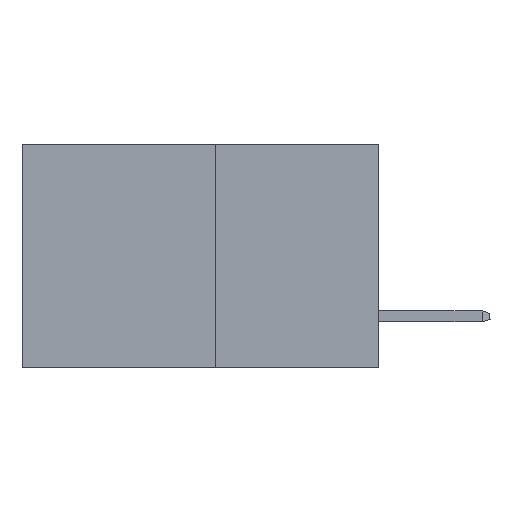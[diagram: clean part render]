
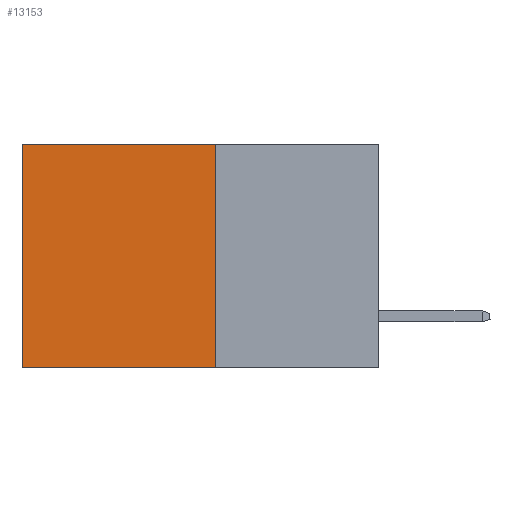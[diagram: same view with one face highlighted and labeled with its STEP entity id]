
A CAD part, left-side view. The second image highlights one B-rep face of the part: STEP entity #13153.
In plain terms, the highlighted planar face has unit normal (-1, 0, 0).
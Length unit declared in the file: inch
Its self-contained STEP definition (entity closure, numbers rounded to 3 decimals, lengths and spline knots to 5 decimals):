
#602 = VERTEX_POINT ( 'NONE', #2678 ) ;
#657 = DIRECTION ( 'NONE',  ( 0., 0., -1. ) ) ;
#1105 = LINE ( 'NONE', #10122, #11338 ) ;
#1236 = CARTESIAN_POINT ( 'NONE',  ( 0.277, 0.27, -0.37 ) ) ;
#1862 = AXIS2_PLACEMENT_3D ( 'NONE', #12473, #13654, #6424 ) ;
#2229 = LINE ( 'NONE', #4367, #14741 ) ;
#2678 = CARTESIAN_POINT ( 'NONE',  ( 0.277, 0.59, -0.37 ) ) ;
#2777 = DIRECTION ( 'NONE',  ( 0., 0., -1. ) ) ;
#3069 = ORIENTED_EDGE ( 'NONE', *, *, #7134, .T. ) ;
#3500 = VECTOR ( 'NONE', #12930, 39.37008 ) ;
#3616 = DIRECTION ( 'NONE',  ( 0., 1., 0. ) ) ;
#3847 = ORIENTED_EDGE ( 'NONE', *, *, #6165, .T. ) ;
#3939 = PLANE ( 'NONE',  #1862 ) ;
#4367 = CARTESIAN_POINT ( 'NONE',  ( 0.277, 0.27, -0.37 ) ) ;
#4473 = EDGE_LOOP ( 'NONE', ( #3847, #14598, #10557, #3069 ) ) ;
#5387 = CARTESIAN_POINT ( 'NONE',  ( 0.277, 0.27, 0. ) ) ;
#5876 = FACE_OUTER_BOUND ( 'NONE', #4473, .T. ) ;
#6165 = EDGE_CURVE ( 'NONE', #15283, #602, #1105, .T. ) ;
#6424 = DIRECTION ( 'NONE',  ( 0., 0., -1. ) ) ;
#7134 = EDGE_CURVE ( 'NONE', #8327, #15283, #10387, .T. ) ;
#8327 = VERTEX_POINT ( 'NONE', #5387 ) ;
#9818 = VERTEX_POINT ( 'NONE', #1236 ) ;
#10122 = CARTESIAN_POINT ( 'NONE',  ( 0.277, 0.59, -0.37 ) ) ;
#10387 = LINE ( 'NONE', #11749, #3500 ) ;
#10557 = ORIENTED_EDGE ( 'NONE', *, *, #12755, .F. ) ;
#10905 = VECTOR ( 'NONE', #3616, 39.37008 ) ;
#11338 = VECTOR ( 'NONE', #2777, 39.37008 ) ;
#11749 = CARTESIAN_POINT ( 'NONE',  ( 0.277, 0.27, 0. ) ) ;
#12144 = CARTESIAN_POINT ( 'NONE',  ( 0.277, 0.27, -0.37 ) ) ;
#12371 = EDGE_CURVE ( 'NONE', #9818, #602, #14050, .T. ) ;
#12473 = CARTESIAN_POINT ( 'NONE',  ( 0.277, 0.27, -0.37 ) ) ;
#12755 = EDGE_CURVE ( 'NONE', #8327, #9818, #2229, .T. ) ;
#12930 = DIRECTION ( 'NONE',  ( 0., 1., 0. ) ) ;
#13153 = ADVANCED_FACE ( 'NONE', ( #5876 ), #3939, .F. ) ;
#13654 = DIRECTION ( 'NONE',  ( 1., 0., 0. ) ) ;
#14050 = LINE ( 'NONE', #12144, #10905 ) ;
#14598 = ORIENTED_EDGE ( 'NONE', *, *, #12371, .F. ) ;
#14741 = VECTOR ( 'NONE', #657, 39.37008 ) ;
#15156 = CARTESIAN_POINT ( 'NONE',  ( 0.277, 0.59, 0. ) ) ;
#15283 = VERTEX_POINT ( 'NONE', #15156 ) ;
